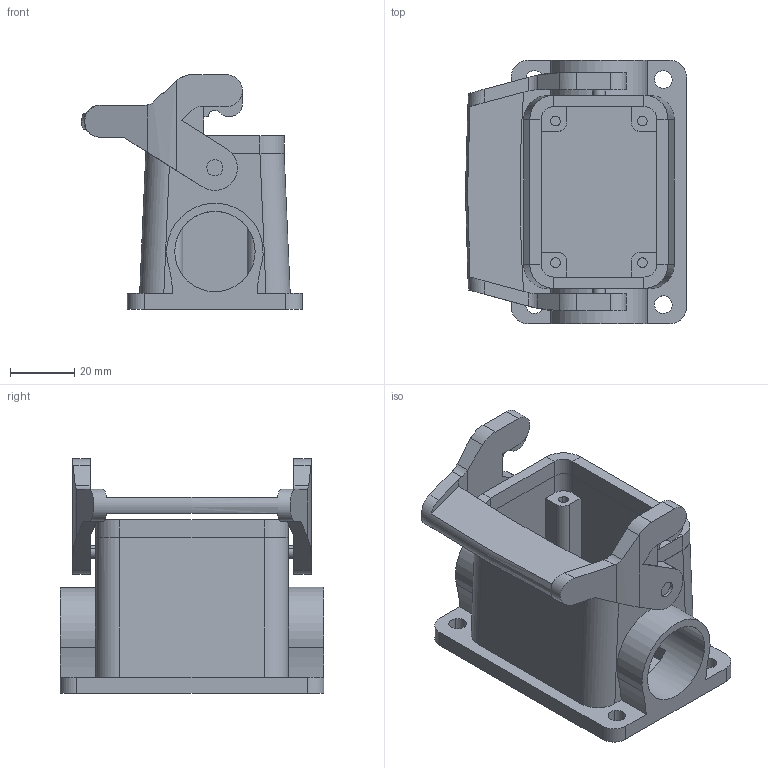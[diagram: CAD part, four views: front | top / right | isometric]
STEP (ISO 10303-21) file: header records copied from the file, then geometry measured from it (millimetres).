
FILE_DESCRIPTION(('CATIA V5 STEP Exchange','CAx-IF Rec.Pracs.--- Model Styling and Organization---1.4--- 2014-01-23'),'2;1');
FILE_NAME ('324840-2_1', '2019-08-01T07:39:11+00:00', ('none'), ('Weidmueller'), 'CATIA Version 5-6 Release 2016 SP3 HF44', 'CATIA V5 STEP AP214', 'none');
FILE_SCHEMA(('AUTOMOTIVE_DESIGN { 1 0 10303 214 1 1 1 1 }'));
Length unit declared in the file: millimetre
Products named in the file (1): 2560710000
Bounding box: 68.75 x 82 x 73 mm (x, y, z)
Volume: 86587.4 mm3; surface area: 39476.5 mm2
Topology: 2 solids, 2 shells, 190 faces, 502 edges, 325 vertices
Faces by surface type: plane 108, cylinder 81, torus 1
Entity records: 5617 total; most frequent: CARTESIAN_POINT 1233, ORIENTED_EDGE 1004, DIRECTION 698, EDGE_CURVE 502, VERTEX_POINT 325, VECTOR 307, LINE 307, AXIS2_PLACEMENT_3D 274
